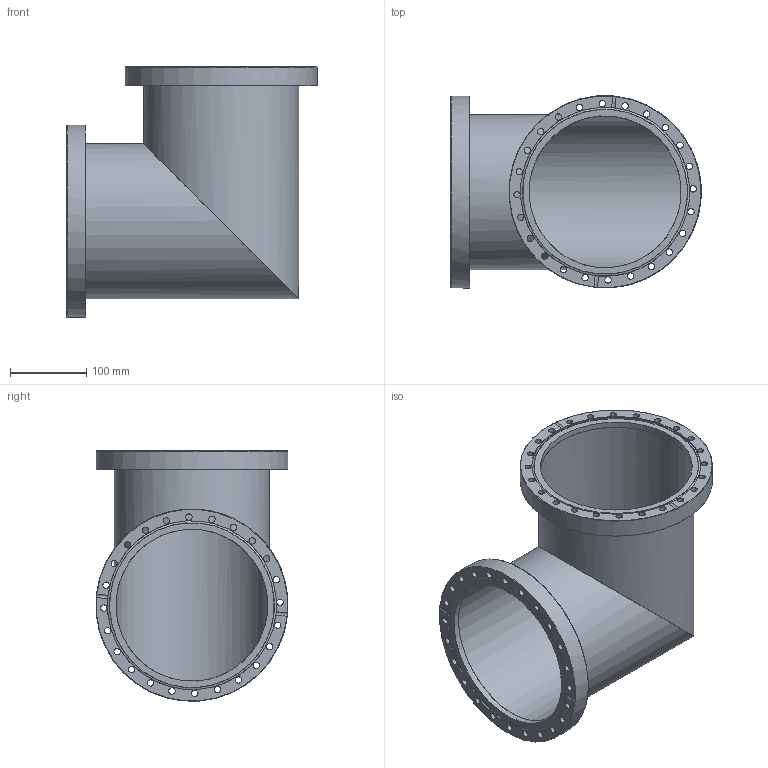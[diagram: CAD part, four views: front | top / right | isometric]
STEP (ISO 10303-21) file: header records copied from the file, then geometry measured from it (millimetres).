
FILE_DESCRIPTION((''),'2;1');
FILE_NAME('EL200-304.stp','2009-04-23T14:00:21',('hasers'),(''),'Autodesk Inventor 2008','Autodesk Inventor 2008','');
FILE_SCHEMA(('AUTOMOTIVE_DESIGN { 1 0 10303 214 1 1 1 1 }'));
Length unit declared in the file: millimetre
Products named in the file (4): EL200-304; Rohre [Subject [Summary]=normal][Keywords [Summary]=1.4301][Title [Summary]=204x2,0 (0,5m)]_1; Rohre [Subject [Summary]=normal][Keywords [Summary]=1.4301][Title [Summary]=204x2,0 (0,5m)]_2; CF-07 [Keywords [Summary]=1.4301][Company [Summary]=Vacom][Title [Summary]=F200B204]
Assembly tree (4 placements, depth 2):
  EL200-304
    Rohre [Subject [Summary]=normal][Keywords [Summary]=1.4301][Title [Summary]=204x2,0 (0,5m)]_1
    Rohre [Subject [Summary]=normal][Keywords [Summary]=1.4301][Title [Summary]=204x2,0 (0,5m)]_2
    CF-07 [Keywords [Summary]=1.4301][Company [Summary]=Vacom][Title [Summary]=F200B204]  x2
Bounding box: 329.47 x 252.45 x 329.2 mm (x, y, z)
Volume: 1305334.5 mm3; surface area: 671240.6 mm2
Topology: 4 solids, 4 shells, 90 faces, 281 edges, 201 vertices
Faces by surface type: bspline 50, plane 14, cylinder 14, torus 8, cone 4
Full cylindrical faces by diameter (mm): 200 x4, 204 x2, 204.5 x2, 222.3 x2, 253 x2
Entity records: 1955 total; most frequent: CARTESIAN_POINT 757, DIRECTION 212, ORIENTED_EDGE 168, EDGE_LOOP 140, AXIS2_PLACEMENT_3D 104, FACE_BOUND 91, EDGE_CURVE 84, VERTEX_POINT 78
